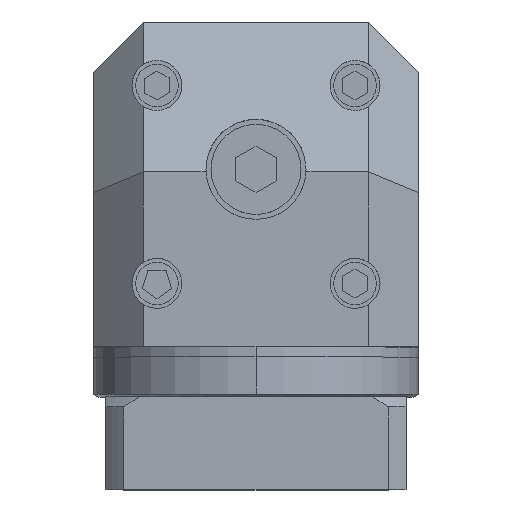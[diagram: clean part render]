
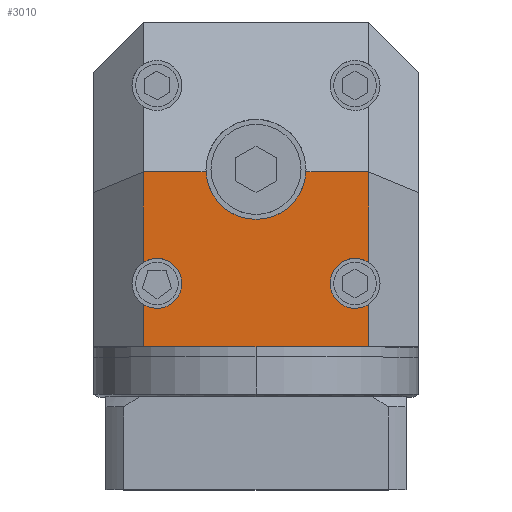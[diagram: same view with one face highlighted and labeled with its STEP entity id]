
A CAD part, top view. The second image highlights one B-rep face of the part: STEP entity #3010.
In plain terms, the highlighted planar face has unit normal (0, 0, 1).
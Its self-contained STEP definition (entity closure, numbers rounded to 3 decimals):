
#2 = PLANE ( 'NONE',  #8754 ) ;
#23 = VERTEX_POINT ( 'NONE', #8753 ) ;
#93 = CARTESIAN_POINT ( 'NONE',  ( 0., 3., 65. ) ) ;
#97 = CARTESIAN_POINT ( 'NONE',  ( -22.5, 0., 65. ) ) ;
#129 = DIRECTION ( 'NONE',  ( 0., 0., 1. ) ) ;
#242 = DIRECTION ( 'NONE',  ( 0., 0., 1. ) ) ;
#266 = DIRECTION ( 'NONE',  ( 1., 0., 0. ) ) ;
#277 = VERTEX_POINT ( 'NONE', #2140 ) ;
#402 = ORIENTED_EDGE ( 'NONE', *, *, #1964, .T. ) ;
#432 = EDGE_LOOP ( 'NONE', ( #3311, #3450, #8662, #11271, #10841, #7790, #6393, #10303, #9552, #3436, #4282, #4368, #402 ) ) ;
#436 = VECTOR ( 'NONE', #7152, 1000. ) ;
#771 = EDGE_CURVE ( 'NONE', #2752, #277, #2502, .T. ) ;
#849 = VERTEX_POINT ( 'NONE', #3706 ) ;
#864 = EDGE_CURVE ( 'NONE', #1288, #23, #1629, .T. ) ;
#1062 = EDGE_CURVE ( 'NONE', #23, #2676, #4017, .T. ) ;
#1229 = EDGE_CURVE ( 'NONE', #9521, #3040, #5945, .T. ) ;
#1246 = AXIS2_PLACEMENT_3D ( 'NONE', #4330, #4408, #4365 ) ;
#1288 = VERTEX_POINT ( 'NONE', #3433 ) ;
#1290 = CARTESIAN_POINT ( 'NONE',  ( -19.799, -19.799, 65. ) ) ;
#1295 = EDGE_CURVE ( 'NONE', #9521, #6060, #7415, .T. ) ;
#1383 = EDGE_CURVE ( 'NONE', #8554, #3035, #8656, .T. ) ;
#1392 = DIRECTION ( 'NONE',  ( 0., 0., 1. ) ) ;
#1431 = DIRECTION ( 'NONE',  ( -1., 0., 0. ) ) ;
#1619 = EDGE_CURVE ( 'NONE', #1288, #277, #9467, .T. ) ;
#1629 = LINE ( 'NONE', #2873, #8094 ) ;
#1656 = EDGE_CURVE ( 'NONE', #6060, #2676, #11350, .T. ) ;
#1809 = EDGE_CURVE ( 'NONE', #7780, #5567, #7384, .T. ) ;
#1964 = EDGE_CURVE ( 'NONE', #7780, #2752, #3685, .T. ) ;
#2053 = AXIS2_PLACEMENT_3D ( 'NONE', #93, #129, #266 ) ;
#2140 = CARTESIAN_POINT ( 'NONE',  ( 9.987, 2.5, 65. ) ) ;
#2502 = LINE ( 'NONE', #9707, #6872 ) ;
#2676 = VERTEX_POINT ( 'NONE', #4072 ) ;
#2752 = VERTEX_POINT ( 'NONE', #4022 ) ;
#2873 = CARTESIAN_POINT ( 'NONE',  ( 0., 2.5, 65. ) ) ;
#3010 = ADVANCED_FACE ( 'NONE', ( #4494 ), #2, .F. ) ;
#3035 = VERTEX_POINT ( 'NONE', #11019 ) ;
#3040 = VERTEX_POINT ( 'NONE', #11133 ) ;
#3311 = ORIENTED_EDGE ( 'NONE', *, *, #771, .T. ) ;
#3433 = CARTESIAN_POINT ( 'NONE',  ( -9.987, 2.5, 65. ) ) ;
#3436 = ORIENTED_EDGE ( 'NONE', *, *, #1383, .T. ) ;
#3450 = ORIENTED_EDGE ( 'NONE', *, *, #1619, .F. ) ;
#3685 = LINE ( 'NONE', #8221, #8062 ) ;
#3706 = CARTESIAN_POINT ( 'NONE',  ( 0., -32.5, 65. ) ) ;
#3738 = LINE ( 'NONE', #10091, #7843 ) ;
#4017 = LINE ( 'NONE', #97, #10698 ) ;
#4022 = CARTESIAN_POINT ( 'NONE',  ( 22.5, 2.5, 65. ) ) ;
#4072 = CARTESIAN_POINT ( 'NONE',  ( -22.5, -15.591, 65. ) ) ;
#4276 = AXIS2_PLACEMENT_3D ( 'NONE', #7540, #11385, #11174 ) ;
#4282 = ORIENTED_EDGE ( 'NONE', *, *, #7027, .F. ) ;
#4330 = CARTESIAN_POINT ( 'NONE',  ( 19.799, -19.799, 65. ) ) ;
#4336 = CARTESIAN_POINT ( 'NONE',  ( -22.5, 0., 65. ) ) ;
#4365 = DIRECTION ( 'NONE',  ( 1., 0., 0. ) ) ;
#4368 = ORIENTED_EDGE ( 'NONE', *, *, #1809, .F. ) ;
#4408 = DIRECTION ( 'NONE',  ( 0., 0., 1. ) ) ;
#4494 = FACE_OUTER_BOUND ( 'NONE', #432, .T. ) ;
#5109 = EDGE_CURVE ( 'NONE', #3040, #849, #7721, .T. ) ;
#5126 = VECTOR ( 'NONE', #5159, 1000. ) ;
#5159 = DIRECTION ( 'NONE',  ( 0., -1., 0. ) ) ;
#5559 = CARTESIAN_POINT ( 'NONE',  ( 19.799, -19.799, 65. ) ) ;
#5567 = VERTEX_POINT ( 'NONE', #6630 ) ;
#5649 = DIRECTION ( 'NONE',  ( 1., 0., 0. ) ) ;
#5734 = EDGE_CURVE ( 'NONE', #849, #8554, #3738, .T. ) ;
#5898 = AXIS2_PLACEMENT_3D ( 'NONE', #5559, #242, #5649 ) ;
#5945 = LINE ( 'NONE', #4336, #5126 ) ;
#6060 = VERTEX_POINT ( 'NONE', #7873 ) ;
#6184 = CIRCLE ( 'NONE', #5898, 5. ) ;
#6186 = AXIS2_PLACEMENT_3D ( 'NONE', #1290, #1392, #1431 ) ;
#6255 = DIRECTION ( 'NONE',  ( 0., 1., 0. ) ) ;
#6289 = CARTESIAN_POINT ( 'NONE',  ( -32.5, -32.5, 65. ) ) ;
#6393 = ORIENTED_EDGE ( 'NONE', *, *, #1229, .T. ) ;
#6529 = CARTESIAN_POINT ( 'NONE',  ( 22.5, -32.5, 65. ) ) ;
#6630 = CARTESIAN_POINT ( 'NONE',  ( 14.799, -19.799, 65. ) ) ;
#6872 = VECTOR ( 'NONE', #10590, 1000. ) ;
#7027 = EDGE_CURVE ( 'NONE', #5567, #3035, #6184, .T. ) ;
#7128 = CARTESIAN_POINT ( 'NONE',  ( 22.5, -15.591, 65. ) ) ;
#7152 = DIRECTION ( 'NONE',  ( 1., 0., 0. ) ) ;
#7258 = DIRECTION ( 'NONE',  ( 0., 1., 0. ) ) ;
#7384 = CIRCLE ( 'NONE', #1246, 5. ) ;
#7415 = CIRCLE ( 'NONE', #4276, 5. ) ;
#7540 = CARTESIAN_POINT ( 'NONE',  ( -19.799, -19.799, 65. ) ) ;
#7721 = LINE ( 'NONE', #6289, #436 ) ;
#7780 = VERTEX_POINT ( 'NONE', #7128 ) ;
#7790 = ORIENTED_EDGE ( 'NONE', *, *, #1295, .F. ) ;
#7843 = VECTOR ( 'NONE', #10970, 1000. ) ;
#7873 = CARTESIAN_POINT ( 'NONE',  ( -14.799, -19.799, 65. ) ) ;
#7939 = CARTESIAN_POINT ( 'NONE',  ( 22.5, 0., 65. ) ) ;
#8062 = VECTOR ( 'NONE', #6255, 1000. ) ;
#8094 = VECTOR ( 'NONE', #10700, 1000. ) ;
#8096 = VECTOR ( 'NONE', #7258, 1000. ) ;
#8221 = CARTESIAN_POINT ( 'NONE',  ( 22.5, 0., 65. ) ) ;
#8554 = VERTEX_POINT ( 'NONE', #6529 ) ;
#8656 = LINE ( 'NONE', #7939, #8096 ) ;
#8662 = ORIENTED_EDGE ( 'NONE', *, *, #864, .T. ) ;
#8753 = CARTESIAN_POINT ( 'NONE',  ( -22.5, 2.5, 65. ) ) ;
#8754 = AXIS2_PLACEMENT_3D ( 'NONE', #11305, #11242, #11179 ) ;
#9200 = CARTESIAN_POINT ( 'NONE',  ( -22.5, -24.007, 65. ) ) ;
#9467 = CIRCLE ( 'NONE', #2053, 10. ) ;
#9521 = VERTEX_POINT ( 'NONE', #9200 ) ;
#9552 = ORIENTED_EDGE ( 'NONE', *, *, #5734, .T. ) ;
#9707 = CARTESIAN_POINT ( 'NONE',  ( 0., 2.5, 65. ) ) ;
#10091 = CARTESIAN_POINT ( 'NONE',  ( -32.5, -32.5, 65. ) ) ;
#10303 = ORIENTED_EDGE ( 'NONE', *, *, #5109, .T. ) ;
#10590 = DIRECTION ( 'NONE',  ( -1., 0., 0. ) ) ;
#10698 = VECTOR ( 'NONE', #10829, 1000. ) ;
#10700 = DIRECTION ( 'NONE',  ( -1., 0., 0. ) ) ;
#10829 = DIRECTION ( 'NONE',  ( 0., -1., 0. ) ) ;
#10841 = ORIENTED_EDGE ( 'NONE', *, *, #1656, .F. ) ;
#10970 = DIRECTION ( 'NONE',  ( 1., 0., 0. ) ) ;
#11019 = CARTESIAN_POINT ( 'NONE',  ( 22.5, -24.007, 65. ) ) ;
#11133 = CARTESIAN_POINT ( 'NONE',  ( -22.5, -32.5, 65. ) ) ;
#11174 = DIRECTION ( 'NONE',  ( -1., 0., 0. ) ) ;
#11179 = DIRECTION ( 'NONE',  ( -1., 0., 0. ) ) ;
#11242 = DIRECTION ( 'NONE',  ( 0., 0., -1. ) ) ;
#11271 = ORIENTED_EDGE ( 'NONE', *, *, #1062, .T. ) ;
#11305 = CARTESIAN_POINT ( 'NONE',  ( 0., 0., 65. ) ) ;
#11350 = CIRCLE ( 'NONE', #6186, 5. ) ;
#11385 = DIRECTION ( 'NONE',  ( 0., 0., 1. ) ) ;
